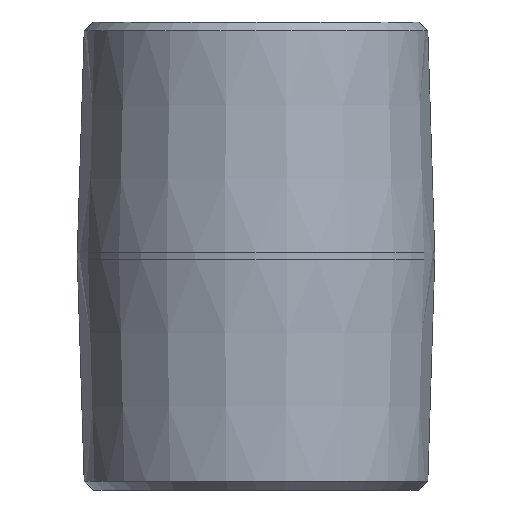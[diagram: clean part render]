
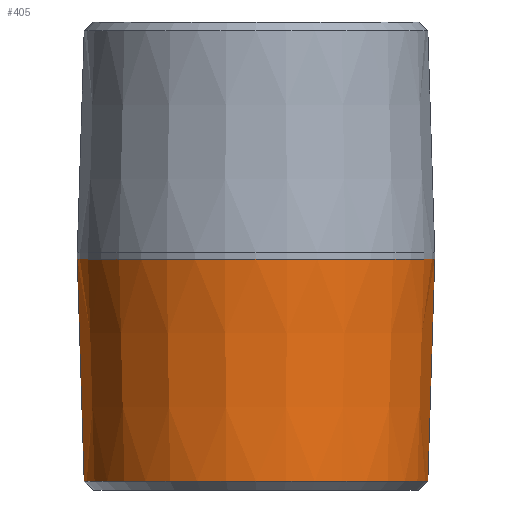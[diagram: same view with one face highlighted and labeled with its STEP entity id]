
A CAD part, front view. The second image highlights one B-rep face of the part: STEP entity #405.
In plain terms, the highlighted conical face has half-angle 1.78 degrees and reference radius 13.335 mm.
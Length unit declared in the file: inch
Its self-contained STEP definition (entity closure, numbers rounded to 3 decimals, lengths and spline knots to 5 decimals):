
#4 = CARTESIAN_POINT ( 'NONE',  ( 0.525, 0., 0.6775 ) ) ;
#43 = VERTEX_POINT ( 'NONE', #275 ) ;
#47 = DIRECTION ( 'NONE',  ( 0.031, 0., 1. ) ) ;
#50 = VECTOR ( 'NONE', #47, 39.37008 ) ;
#51 = LINE ( 'NONE', #270, #296 ) ;
#57 = CIRCLE ( 'NONE', #274, 0.525 ) ;
#73 = CARTESIAN_POINT ( 'NONE',  ( -0.50472, 0., 0.02499 ) ) ;
#87 = EDGE_CURVE ( 'NONE', #249, #425, #238, .T. ) ;
#95 = CARTESIAN_POINT ( 'NONE',  ( 0.525, 0., 0.6775 ) ) ;
#100 = CARTESIAN_POINT ( 'NONE',  ( 0., 0., 0.02499 ) ) ;
#119 = AXIS2_PLACEMENT_3D ( 'NONE', #100, #444, #187 ) ;
#126 = CONICAL_SURFACE ( 'NONE', #198, 0.525, 0.031 ) ;
#127 = ORIENTED_EDGE ( 'NONE', *, *, #87, .T. ) ;
#134 = ORIENTED_EDGE ( 'NONE', *, *, #337, .F. ) ;
#147 = CARTESIAN_POINT ( 'NONE',  ( 0., 0., 0.6775 ) ) ;
#187 = DIRECTION ( 'NONE',  ( -1., 0., 0. ) ) ;
#198 = AXIS2_PLACEMENT_3D ( 'NONE', #147, #406, #484 ) ;
#238 = CIRCLE ( 'NONE', #119, 0.50472 ) ;
#247 = CARTESIAN_POINT ( 'NONE',  ( 0.50472, 0., 0.02499 ) ) ;
#249 = VERTEX_POINT ( 'NONE', #73 ) ;
#264 = VERTEX_POINT ( 'NONE', #4 ) ;
#267 = DIRECTION ( 'NONE',  ( 0., 0., -1. ) ) ;
#270 = CARTESIAN_POINT ( 'NONE',  ( -0.525, 0., 0.6775 ) ) ;
#271 = EDGE_CURVE ( 'NONE', #264, #43, #57, .T. ) ;
#272 = EDGE_LOOP ( 'NONE', ( #134, #127, #419, #375 ) ) ;
#274 = AXIS2_PLACEMENT_3D ( 'NONE', #310, #267, #463 ) ;
#275 = CARTESIAN_POINT ( 'NONE',  ( -0.525, 0., 0.6775 ) ) ;
#296 = VECTOR ( 'NONE', #437, 39.37008 ) ;
#310 = CARTESIAN_POINT ( 'NONE',  ( 0., 0., 0.6775 ) ) ;
#337 = EDGE_CURVE ( 'NONE', #249, #43, #51, .T. ) ;
#357 = FACE_OUTER_BOUND ( 'NONE', #272, .T. ) ;
#360 = EDGE_CURVE ( 'NONE', #425, #264, #397, .T. ) ;
#375 = ORIENTED_EDGE ( 'NONE', *, *, #271, .T. ) ;
#397 = LINE ( 'NONE', #95, #50 ) ;
#405 = ADVANCED_FACE ( 'NONE', ( #357 ), #126, .T. ) ;
#406 = DIRECTION ( 'NONE',  ( 0., 0., 1. ) ) ;
#419 = ORIENTED_EDGE ( 'NONE', *, *, #360, .T. ) ;
#425 = VERTEX_POINT ( 'NONE', #247 ) ;
#437 = DIRECTION ( 'NONE',  ( -0.031, 0., 1. ) ) ;
#444 = DIRECTION ( 'NONE',  ( 0., 0., 1. ) ) ;
#463 = DIRECTION ( 'NONE',  ( -1., 0., 0. ) ) ;
#484 = DIRECTION ( 'NONE',  ( 1., 0., 0. ) ) ;
